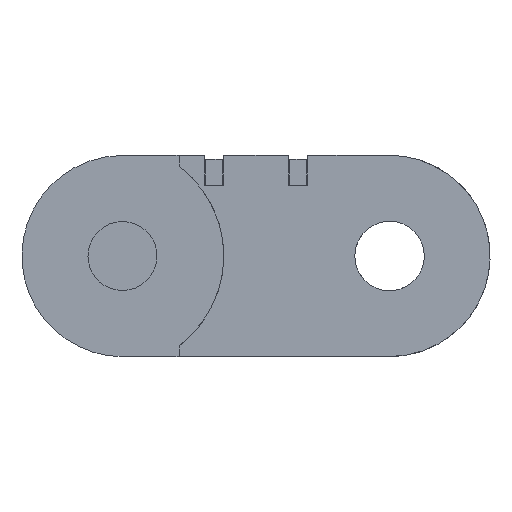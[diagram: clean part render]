
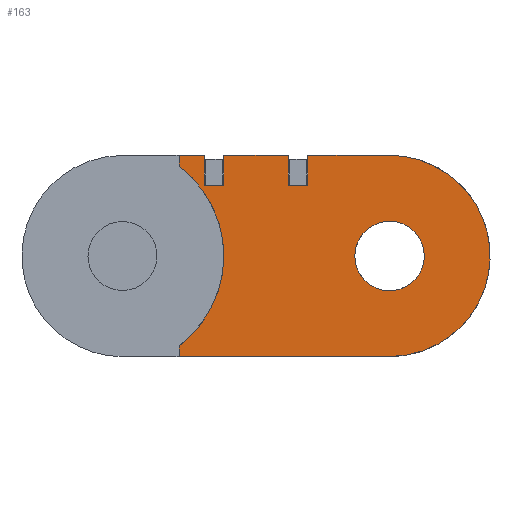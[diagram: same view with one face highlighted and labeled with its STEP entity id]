
A CAD part, front view. The second image highlights one B-rep face of the part: STEP entity #163.
In plain terms, the highlighted planar face has unit normal (0, -1, 0).
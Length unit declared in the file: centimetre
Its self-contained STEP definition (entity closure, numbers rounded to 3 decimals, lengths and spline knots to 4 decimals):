
#11=FACE_BOUND('',#320,.T.);
#20=(
BOUNDED_CURVE()
B_SPLINE_CURVE(2,(#2067,#2068,#2069,#2070,#2071),.UNSPECIFIED.,.F.,.F.)
B_SPLINE_CURVE_WITH_KNOTS((3,2,3),(20.4377,23.1866,25.9355),
 .UNSPECIFIED.)
CURVE()
GEOMETRIC_REPRESENTATION_ITEM()
RATIONAL_B_SPLINE_CURVE((1.,0.707,1.,0.707,1.))
REPRESENTATION_ITEM('')
);
#27=(
BOUNDED_CURVE()
B_SPLINE_CURVE(2,(#2097,#2098,#2099,#2100,#2101),.UNSPECIFIED.,.F.,.F.)
B_SPLINE_CURVE_WITH_KNOTS((3,2,3),(-13.1338,-11.3222,-9.5107),
 .UNSPECIFIED.)
CURVE()
GEOMETRIC_REPRESENTATION_ITEM()
RATIONAL_B_SPLINE_CURVE((1.,0.895,1.,0.895,1.))
REPRESENTATION_ITEM('')
);
#28=(
BOUNDED_CURVE()
B_SPLINE_CURVE(2,(#2102,#2103,#2104),.UNSPECIFIED.,.F.,.F.)
B_SPLINE_CURVE_WITH_KNOTS((3,3),(-13.3199,-13.1338),
 .UNSPECIFIED.)
CURVE()
GEOMETRIC_REPRESENTATION_ITEM()
RATIONAL_B_SPLINE_CURVE((1.,1.,1.))
REPRESENTATION_ITEM('')
);
#29=(
BOUNDED_CURVE()
B_SPLINE_CURVE(2,(#2105,#2106,#2107),.UNSPECIFIED.,.F.,.F.)
B_SPLINE_CURVE_WITH_KNOTS((3,3),(-27.7421,-27.556),
 .UNSPECIFIED.)
CURVE()
GEOMETRIC_REPRESENTATION_ITEM()
RATIONAL_B_SPLINE_CURVE((1.,1.,1.))
REPRESENTATION_ITEM('')
);
#47=(
BOUNDED_CURVE()
B_SPLINE_CURVE(2,(#2171,#2172,#2173,#2174,#2175),.UNSPECIFIED.,.F.,.F.)
B_SPLINE_CURVE_WITH_KNOTS((3,2,3),(-3.8013,-2.851,
-1.9007),.UNSPECIFIED.)
CURVE()
GEOMETRIC_REPRESENTATION_ITEM()
RATIONAL_B_SPLINE_CURVE((1.,0.707,1.,0.707,1.))
REPRESENTATION_ITEM('')
);
#84=(
BOUNDED_CURVE()
B_SPLINE_CURVE(2,(#2449,#2450,#2451,#2452,#2453),.UNSPECIFIED.,.F.,.F.)
B_SPLINE_CURVE_WITH_KNOTS((3,2,3),(-1.9007,-0.9503,
0.),.UNSPECIFIED.)
CURVE()
GEOMETRIC_REPRESENTATION_ITEM()
RATIONAL_B_SPLINE_CURVE((1.,0.707,1.,0.707,1.))
REPRESENTATION_ITEM('')
);
#163=ADVANCED_FACE('',(#241,#11),#1336,.T.);
#241=FACE_OUTER_BOUND('',#319,.T.);
#319=EDGE_LOOP('',(#505,#506,#507,#508,#509,#510,#511,#512,#513,#514,#515,
#516,#517,#518));
#320=EDGE_LOOP('',(#519,#520));
#505=ORIENTED_EDGE('',*,*,#925,.T.);
#506=ORIENTED_EDGE('',*,*,#933,.T.);
#507=ORIENTED_EDGE('',*,*,#885,.T.);
#508=ORIENTED_EDGE('',*,*,#884,.T.);
#509=ORIENTED_EDGE('',*,*,#886,.T.);
#510=ORIENTED_EDGE('',*,*,#892,.T.);
#511=ORIENTED_EDGE('',*,*,#874,.T.);
#512=ORIENTED_EDGE('',*,*,#876,.T.);
#513=ORIENTED_EDGE('',*,*,#914,.T.);
#514=ORIENTED_EDGE('',*,*,#915,.T.);
#515=ORIENTED_EDGE('',*,*,#913,.T.);
#516=ORIENTED_EDGE('',*,*,#921,.T.);
#517=ORIENTED_EDGE('',*,*,#926,.T.);
#518=ORIENTED_EDGE('',*,*,#927,.T.);
#519=ORIENTED_EDGE('',*,*,#910,.T.);
#520=ORIENTED_EDGE('',*,*,#1019,.T.);
#874=EDGE_CURVE('',#1211,#1212,#20,.T.);
#876=EDGE_CURVE('',#1212,#1239,#1088,.T.);
#884=EDGE_CURVE('',#1217,#1218,#27,.T.);
#885=EDGE_CURVE('',#1219,#1217,#28,.T.);
#886=EDGE_CURVE('',#1218,#1220,#29,.T.);
#892=EDGE_CURVE('',#1220,#1211,#1092,.T.);
#910=EDGE_CURVE('',#1235,#1308,#47,.T.);
#913=EDGE_CURVE('',#1237,#1238,#1097,.T.);
#914=EDGE_CURVE('',#1239,#1240,#1098,.T.);
#915=EDGE_CURVE('',#1240,#1237,#1099,.T.);
#921=EDGE_CURVE('',#1238,#1247,#1105,.T.);
#925=EDGE_CURVE('',#1245,#1246,#1109,.T.);
#926=EDGE_CURVE('',#1247,#1248,#1110,.T.);
#927=EDGE_CURVE('',#1248,#1245,#1111,.T.);
#933=EDGE_CURVE('',#1246,#1219,#1117,.T.);
#1019=EDGE_CURVE('',#1308,#1235,#84,.T.);
#1088=B_SPLINE_CURVE_WITH_KNOTS('',1,(#2074,#2075),.UNSPECIFIED.,.F.,.F.,
(2,2),(25.9355,27.3605),.UNSPECIFIED.);
#1092=B_SPLINE_CURVE_WITH_KNOTS('',1,(#2121,#2122),.UNSPECIFIED.,.F.,.F.,
(2,2),(37.0683,40.7333),.UNSPECIFIED.);
#1097=B_SPLINE_CURVE_WITH_KNOTS('',1,(#2183,#2184),.UNSPECIFIED.,.F.,.F.,
(2,2),(2.98,3.5),.UNSPECIFIED.);
#1098=B_SPLINE_CURVE_WITH_KNOTS('',1,(#2185,#2186),.UNSPECIFIED.,.F.,.F.,
(2,2),(-3.5,-2.98),.UNSPECIFIED.);
#1099=B_SPLINE_CURVE_WITH_KNOTS('',1,(#2187,#2188),.UNSPECIFIED.,.F.,.F.,
(2,2),(-0.34,0.),.UNSPECIFIED.);
#1105=B_SPLINE_CURVE_WITH_KNOTS('',1,(#2199,#2200),.UNSPECIFIED.,.F.,.F.,
(2,2),(27.7005,28.8205),.UNSPECIFIED.);
#1109=B_SPLINE_CURVE_WITH_KNOTS('',1,(#2207,#2208),.UNSPECIFIED.,.F.,.F.,
(2,2),(-0.52,0.),.UNSPECIFIED.);
#1110=B_SPLINE_CURVE_WITH_KNOTS('',1,(#2209,#2210),.UNSPECIFIED.,.F.,.F.,
(2,2),(-0.52,0.),.UNSPECIFIED.);
#1111=B_SPLINE_CURVE_WITH_KNOTS('',1,(#2211,#2212),.UNSPECIFIED.,.F.,.F.,
(2,2),(-0.34,0.),.UNSPECIFIED.);
#1117=B_SPLINE_CURVE_WITH_KNOTS('',1,(#2223,#2224),.UNSPECIFIED.,.F.,.F.,
(2,2),(29.1605,29.6005),.UNSPECIFIED.);
#1211=VERTEX_POINT('',#1953);
#1212=VERTEX_POINT('',#1954);
#1217=VERTEX_POINT('',#1959);
#1218=VERTEX_POINT('',#1960);
#1219=VERTEX_POINT('',#1961);
#1220=VERTEX_POINT('',#1962);
#1235=VERTEX_POINT('',#1977);
#1237=VERTEX_POINT('',#1979);
#1238=VERTEX_POINT('',#1980);
#1239=VERTEX_POINT('',#1981);
#1240=VERTEX_POINT('',#1982);
#1245=VERTEX_POINT('',#1987);
#1246=VERTEX_POINT('',#1988);
#1247=VERTEX_POINT('',#1989);
#1248=VERTEX_POINT('',#1990);
#1308=VERTEX_POINT('',#2050);
#1336=PLANE('',#1410);
#1410=AXIS2_PLACEMENT_3D('',#1706,#1467,$);
#1467=DIRECTION('',(0.,-1.,0.));
#1706=CARTESIAN_POINT('',(-4.1565,-2.01,-0.0507));
#1953=CARTESIAN_POINT('',(2.325,-2.01,-0.0157));
#1954=CARTESIAN_POINT('',(2.325,-2.01,3.4843));
#1959=CARTESIAN_POINT('',(-1.34,-2.01,3.2981));
#1960=CARTESIAN_POINT('',(-1.34,-2.01,0.1704));
#1961=CARTESIAN_POINT('',(-1.34,-2.01,3.4843));
#1962=CARTESIAN_POINT('',(-1.34,-2.01,-0.0157));
#1977=CARTESIAN_POINT('',(1.8622,-2.01,2.124));
#1979=CARTESIAN_POINT('',(0.56,-2.01,2.9643));
#1980=CARTESIAN_POINT('',(0.56,-2.01,3.4843));
#1981=CARTESIAN_POINT('',(0.9,-2.01,3.4843));
#1982=CARTESIAN_POINT('',(0.9,-2.01,2.9643));
#1987=CARTESIAN_POINT('',(-0.9,-2.01,2.9643));
#1988=CARTESIAN_POINT('',(-0.9,-2.01,3.4843));
#1989=CARTESIAN_POINT('',(-0.56,-2.01,3.4843));
#1990=CARTESIAN_POINT('',(-0.56,-2.01,2.9643));
#2050=CARTESIAN_POINT('',(2.7878,-2.01,1.3446));
#2067=CARTESIAN_POINT('',(2.325,-2.01,-0.0157));
#2068=CARTESIAN_POINT('',(4.075,-2.01,-0.0157));
#2069=CARTESIAN_POINT('',(4.075,-2.01,1.7343));
#2070=CARTESIAN_POINT('',(4.075,-2.01,3.4843));
#2071=CARTESIAN_POINT('',(2.325,-2.01,3.4843));
#2074=CARTESIAN_POINT('',(2.325,-2.01,3.4843));
#2075=CARTESIAN_POINT('',(0.9,-2.01,3.4843));
#2097=CARTESIAN_POINT('',(-1.34,-2.01,3.2981));
#2098=CARTESIAN_POINT('',(-0.56,-2.01,2.7107));
#2099=CARTESIAN_POINT('',(-0.56,-2.01,1.7343));
#2100=CARTESIAN_POINT('',(-0.56,-2.01,0.7578));
#2101=CARTESIAN_POINT('',(-1.34,-2.01,0.1704));
#2102=CARTESIAN_POINT('',(-1.34,-2.01,3.4843));
#2103=CARTESIAN_POINT('',(-1.34,-2.01,3.3912));
#2104=CARTESIAN_POINT('',(-1.34,-2.01,3.2981));
#2105=CARTESIAN_POINT('',(-1.34,-2.01,0.1704));
#2106=CARTESIAN_POINT('',(-1.34,-2.01,0.0774));
#2107=CARTESIAN_POINT('',(-1.34,-2.01,-0.0157));
#2121=CARTESIAN_POINT('',(-1.34,-2.01,-0.0157));
#2122=CARTESIAN_POINT('',(2.325,-2.01,-0.0157));
#2171=CARTESIAN_POINT('',(1.8622,-2.01,2.124));
#2172=CARTESIAN_POINT('',(2.2519,-2.01,2.5868));
#2173=CARTESIAN_POINT('',(2.7147,-2.01,2.1971));
#2174=CARTESIAN_POINT('',(3.1775,-2.01,1.8074));
#2175=CARTESIAN_POINT('',(2.7878,-2.01,1.3446));
#2183=CARTESIAN_POINT('',(0.56,-2.01,2.9643));
#2184=CARTESIAN_POINT('',(0.56,-2.01,3.4843));
#2185=CARTESIAN_POINT('',(0.9,-2.01,3.4843));
#2186=CARTESIAN_POINT('',(0.9,-2.01,2.9643));
#2187=CARTESIAN_POINT('',(0.9,-2.01,2.9643));
#2188=CARTESIAN_POINT('',(0.56,-2.01,2.9643));
#2199=CARTESIAN_POINT('',(0.56,-2.01,3.4843));
#2200=CARTESIAN_POINT('',(-0.56,-2.01,3.4843));
#2207=CARTESIAN_POINT('',(-0.9,-2.01,2.9643));
#2208=CARTESIAN_POINT('',(-0.9,-2.01,3.4843));
#2209=CARTESIAN_POINT('',(-0.56,-2.01,3.4843));
#2210=CARTESIAN_POINT('',(-0.56,-2.01,2.9643));
#2211=CARTESIAN_POINT('',(-0.56,-2.01,2.9643));
#2212=CARTESIAN_POINT('',(-0.9,-2.01,2.9643));
#2223=CARTESIAN_POINT('',(-0.9,-2.01,3.4843));
#2224=CARTESIAN_POINT('',(-1.34,-2.01,3.4843));
#2449=CARTESIAN_POINT('',(2.7878,-2.01,1.3446));
#2450=CARTESIAN_POINT('',(2.3981,-2.01,0.8818));
#2451=CARTESIAN_POINT('',(1.9353,-2.01,1.2715));
#2452=CARTESIAN_POINT('',(1.4725,-2.01,1.6612));
#2453=CARTESIAN_POINT('',(1.8622,-2.01,2.124));
